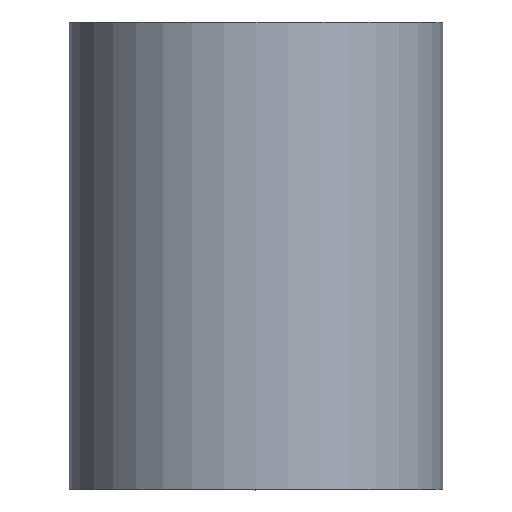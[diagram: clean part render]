
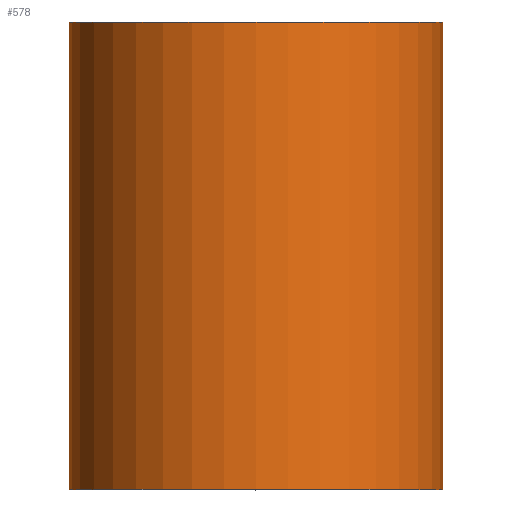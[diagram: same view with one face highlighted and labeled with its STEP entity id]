
A CAD part, top view. The second image highlights one B-rep face of the part: STEP entity #578.
In plain terms, the highlighted cylindrical face has radius 10 mm (diameter 20 mm), a partial arc.
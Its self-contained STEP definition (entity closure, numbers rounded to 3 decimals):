
#400=EDGE_CURVE('',#410,#494,#871,.T.);
#410=VERTEX_POINT('',#881);
#494=VERTEX_POINT('',#974);
#514=EDGE_CURVE('',#410,#538,#999,.T.);
#524=EDGE_CURVE('',#580,#538,#1010,.T.);
#538=VERTEX_POINT('',#1025);
#578=ADVANCED_FACE('',(#1070),#1071,.T.);
#580=VERTEX_POINT('',#1073);
#624=EDGE_CURVE('',#580,#494,#1128,.T.);
#871=LINE('',#1427,#1428);
#881=CARTESIAN_POINT('',(-10.0,25.0,0.));
#974=CARTESIAN_POINT('',(-10.0,0.0,0.));
#999=CIRCLE('',#1596,10.0);
#1010=LINE('',#1610,#1611);
#1025=CARTESIAN_POINT('',(10.0,25.0,0.0));
#1070=FACE_OUTER_BOUND('',#1687,.T.);
#1071=CYLINDRICAL_SURFACE('',#1688,10.0);
#1073=CARTESIAN_POINT('',(10.0,0.0,0.0));
#1128=CIRCLE('',#1755,10.0);
#1427=CARTESIAN_POINT('',(-10.0,12.5,0.));
#1428=VECTOR('',#2054,1.0);
#1596=AXIS2_PLACEMENT_3D('',#2206,#2207,#2208);
#1610=CARTESIAN_POINT('',(10.0,12.5,0.));
#1611=VECTOR('',#2221,1.0);
#1687=EDGE_LOOP('',(#2284,#2285,#2286,#2287));
#1688=AXIS2_PLACEMENT_3D('',#2288,#2289,#2290);
#1755=AXIS2_PLACEMENT_3D('',#2379,#2380,#2381);
#2054=DIRECTION('',(-0.0,-1.0,-0.0));
#2206=CARTESIAN_POINT('',(0.0,25.0,0.0));
#2207=DIRECTION('',(-0.0,1.0,0.0));
#2208=DIRECTION('',(1.0,0.0,0.0));
#2221=DIRECTION('',(0.0,1.0,0.0));
#2284=ORIENTED_EDGE('',*,*,#524,.T.);
#2285=ORIENTED_EDGE('',*,*,#514,.F.);
#2286=ORIENTED_EDGE('',*,*,#400,.T.);
#2287=ORIENTED_EDGE('',*,*,#624,.F.);
#2288=CARTESIAN_POINT('',(0.0,12.5,0.0));
#2289=DIRECTION('',(0.0,-1.0,-0.0));
#2290=DIRECTION('',(1.0,0.0,0.0));
#2379=CARTESIAN_POINT('',(0.0,0.0,0.0));
#2380=DIRECTION('',(0.0,-1.0,0.0));
#2381=DIRECTION('',(1.0,0.0,0.0));
